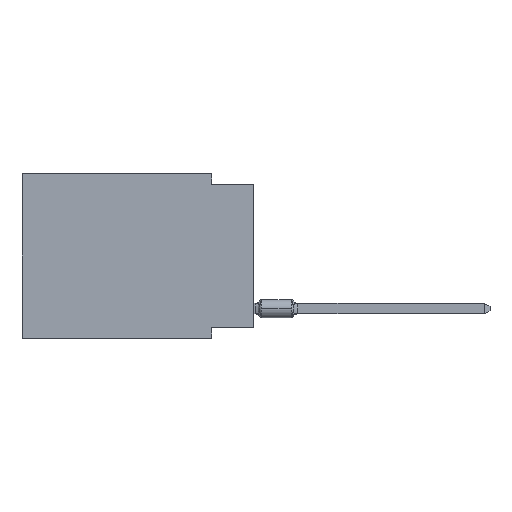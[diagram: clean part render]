
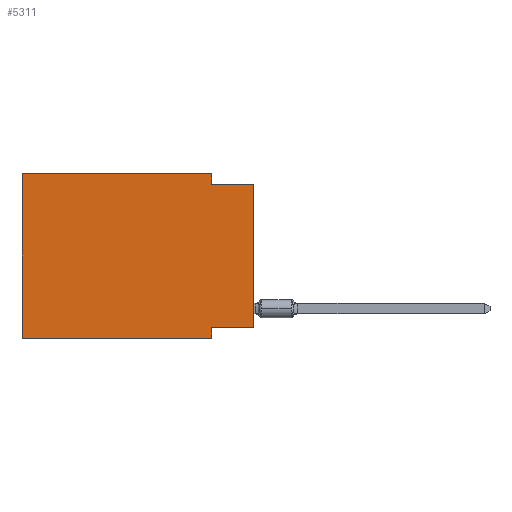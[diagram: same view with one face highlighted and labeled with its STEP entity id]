
A CAD part, left-side view. The second image highlights one B-rep face of the part: STEP entity #5311.
In plain terms, the highlighted planar face has unit normal (-1, 0, 0).
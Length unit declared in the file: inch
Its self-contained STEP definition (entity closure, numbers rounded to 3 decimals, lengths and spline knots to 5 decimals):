
#13 = CARTESIAN_POINT ( 'NONE',  ( 0., 0.1, 0. ) ) ;
#25 = VERTEX_POINT ( 'NONE', #2818 ) ;
#383 = VERTEX_POINT ( 'NONE', #3513 ) ;
#490 = EDGE_CURVE ( 'NONE', #5023, #7327, #8504, .T. ) ;
#512 = CARTESIAN_POINT ( 'NONE',  ( 0., 0.55, 0. ) ) ;
#849 = LINE ( 'NONE', #6817, #10588 ) ;
#977 = VECTOR ( 'NONE', #6523, 39.37008 ) ;
#1055 = CARTESIAN_POINT ( 'NONE',  ( 0., 0.1, -0.365 ) ) ;
#1099 = ORIENTED_EDGE ( 'NONE', *, *, #11931, .F. ) ;
#1679 = LINE ( 'NONE', #12417, #977 ) ;
#1684 = VERTEX_POINT ( 'NONE', #11488 ) ;
#1892 = DIRECTION ( 'NONE',  ( 0., -1., 0. ) ) ;
#1970 = LINE ( 'NONE', #6840, #6573 ) ;
#2054 = CARTESIAN_POINT ( 'NONE',  ( 0., 0.1, -0.39 ) ) ;
#2751 = CARTESIAN_POINT ( 'NONE',  ( 0., 0.55, 0. ) ) ;
#2818 = CARTESIAN_POINT ( 'NONE',  ( 0., 0.1, -0.025 ) ) ;
#2879 = PLANE ( 'NONE',  #7066 ) ;
#2946 = EDGE_CURVE ( 'NONE', #5023, #4200, #4619, .T. ) ;
#3054 = DIRECTION ( 'NONE',  ( 0., -1., 0. ) ) ;
#3513 = CARTESIAN_POINT ( 'NONE',  ( 0., 0.1, 0. ) ) ;
#3704 = EDGE_CURVE ( 'NONE', #5601, #383, #1970, .T. ) ;
#3719 = DIRECTION ( 'NONE',  ( 0., 0., -1. ) ) ;
#3833 = VECTOR ( 'NONE', #3719, 39.37008 ) ;
#4200 = VERTEX_POINT ( 'NONE', #8295 ) ;
#4482 = DIRECTION ( 'NONE',  ( 0., 1., 0. ) ) ;
#4558 = DIRECTION ( 'NONE',  ( 0., 0., 1. ) ) ;
#4619 = LINE ( 'NONE', #6572, #5303 ) ;
#4682 = ORIENTED_EDGE ( 'NONE', *, *, #5727, .T. ) ;
#4814 = LINE ( 'NONE', #13, #3833 ) ;
#5023 = VERTEX_POINT ( 'NONE', #7095 ) ;
#5260 = DIRECTION ( 'NONE',  ( 0., 0., 1. ) ) ;
#5303 = VECTOR ( 'NONE', #4558, 39.37008 ) ;
#5311 = ADVANCED_FACE ( 'NONE', ( #7806 ), #2879, .F. ) ;
#5601 = VERTEX_POINT ( 'NONE', #512 ) ;
#5727 = EDGE_CURVE ( 'NONE', #1684, #8992, #849, .T. ) ;
#5740 = DIRECTION ( 'NONE',  ( 1., 0., 0. ) ) ;
#6264 = EDGE_CURVE ( 'NONE', #7327, #8992, #10935, .T. ) ;
#6300 = VECTOR ( 'NONE', #4482, 39.37008 ) ;
#6304 = CARTESIAN_POINT ( 'NONE',  ( 0., 0.55, 0. ) ) ;
#6523 = DIRECTION ( 'NONE',  ( 0., -1., 0. ) ) ;
#6572 = CARTESIAN_POINT ( 'NONE',  ( 0., 0., 0. ) ) ;
#6573 = VECTOR ( 'NONE', #3054, 39.37008 ) ;
#6775 = EDGE_CURVE ( 'NONE', #1684, #5601, #12392, .T. ) ;
#6817 = CARTESIAN_POINT ( 'NONE',  ( 0., 0.55, -0.39 ) ) ;
#6840 = CARTESIAN_POINT ( 'NONE',  ( 0., 0.55, 0. ) ) ;
#7066 = AXIS2_PLACEMENT_3D ( 'NONE', #2751, #5740, #9701 ) ;
#7095 = CARTESIAN_POINT ( 'NONE',  ( 0., 0., -0.365 ) ) ;
#7327 = VERTEX_POINT ( 'NONE', #1055 ) ;
#7806 = FACE_OUTER_BOUND ( 'NONE', #9585, .T. ) ;
#8295 = CARTESIAN_POINT ( 'NONE',  ( 0., 0., -0.025 ) ) ;
#8367 = EDGE_CURVE ( 'NONE', #383, #25, #4814, .T. ) ;
#8504 = LINE ( 'NONE', #12450, #6300 ) ;
#8992 = VERTEX_POINT ( 'NONE', #9998 ) ;
#9585 = EDGE_LOOP ( 'NONE', ( #10456, #1099, #11894, #11812, #10742, #4682, #11841, #12768 ) ) ;
#9701 = DIRECTION ( 'NONE',  ( 0., 0., -1. ) ) ;
#9983 = VECTOR ( 'NONE', #10026, 39.37008 ) ;
#9998 = CARTESIAN_POINT ( 'NONE',  ( 0., 0.1, -0.39 ) ) ;
#10026 = DIRECTION ( 'NONE',  ( 0., 0., -1. ) ) ;
#10456 = ORIENTED_EDGE ( 'NONE', *, *, #2946, .T. ) ;
#10588 = VECTOR ( 'NONE', #1892, 39.37008 ) ;
#10742 = ORIENTED_EDGE ( 'NONE', *, *, #6775, .F. ) ;
#10935 = LINE ( 'NONE', #2054, #9983 ) ;
#10966 = VECTOR ( 'NONE', #5260, 39.37008 ) ;
#11488 = CARTESIAN_POINT ( 'NONE',  ( 0., 0.55, -0.39 ) ) ;
#11812 = ORIENTED_EDGE ( 'NONE', *, *, #3704, .F. ) ;
#11841 = ORIENTED_EDGE ( 'NONE', *, *, #6264, .F. ) ;
#11894 = ORIENTED_EDGE ( 'NONE', *, *, #8367, .F. ) ;
#11931 = EDGE_CURVE ( 'NONE', #25, #4200, #1679, .T. ) ;
#12392 = LINE ( 'NONE', #6304, #10966 ) ;
#12417 = CARTESIAN_POINT ( 'NONE',  ( 0., 0., -0.025 ) ) ;
#12450 = CARTESIAN_POINT ( 'NONE',  ( 0., 0., -0.365 ) ) ;
#12768 = ORIENTED_EDGE ( 'NONE', *, *, #490, .F. ) ;
